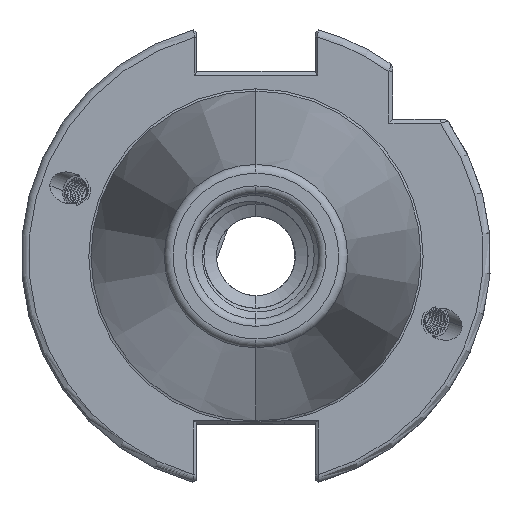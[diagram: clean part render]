
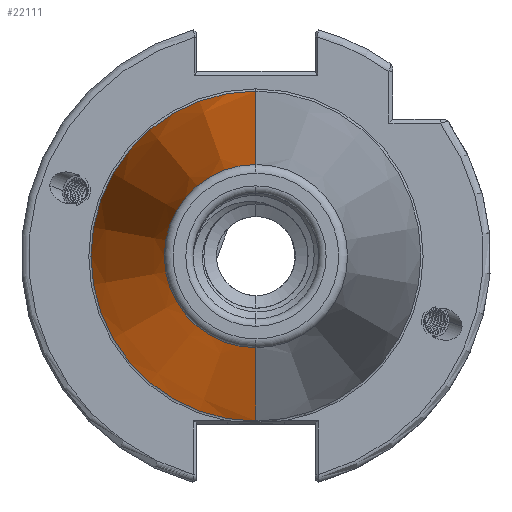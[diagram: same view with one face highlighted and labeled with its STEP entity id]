
A CAD part, left-side view. The second image highlights one B-rep face of the part: STEP entity #22111.
In plain terms, the highlighted conical face has half-angle 8.297 degrees and reference radius 22.692 mm.
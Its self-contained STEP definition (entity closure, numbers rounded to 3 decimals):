
#1383 = DIRECTION ( 'NONE',  ( 0., 0., 1. ) ) ;
#1385 = CARTESIAN_POINT ( 'NONE',  ( -70.573, 0., 0. ) ) ;
#1390 = DIRECTION ( 'NONE',  ( 1., 0., 0. ) ) ;
#1477 = CARTESIAN_POINT ( 'NONE',  ( -2.5, 0., 0. ) ) ;
#1480 = DIRECTION ( 'NONE',  ( 1., 0., 0. ) ) ;
#1482 = DIRECTION ( 'NONE',  ( 0., 0., -1. ) ) ;
#8365 = CARTESIAN_POINT ( 'NONE',  ( -70.573, 0., -12.4 ) ) ;
#13963 = VERTEX_POINT ( 'NONE', #23841 ) ;
#13997 = VERTEX_POINT ( 'NONE', #23068 ) ;
#14015 = VERTEX_POINT ( 'NONE', #23026 ) ;
#19423 = ORIENTED_EDGE ( 'NONE', *, *, #26203, .F. ) ;
#19425 = ORIENTED_EDGE ( 'NONE', *, *, #26323, .T. ) ;
#19720 = ORIENTED_EDGE ( 'NONE', *, *, #26165, .F. ) ;
#19735 = ORIENTED_EDGE ( 'NONE', *, *, #26166, .T. ) ;
#20921 = CARTESIAN_POINT ( 'NONE',  ( 0., 0., 0. ) ) ;
#20932 = DIRECTION ( 'NONE',  ( 1., 0., 0. ) ) ;
#20945 = DIRECTION ( 'NONE',  ( 0., 0., -1. ) ) ;
#21491 = DIRECTION ( 'NONE',  ( 0.99, 0., -0.144 ) ) ;
#21496 = DIRECTION ( 'NONE',  ( 0.99, 0., 0.144 ) ) ;
#21497 = CARTESIAN_POINT ( 'NONE',  ( 0., 0., 22.692 ) ) ;
#21499 = CARTESIAN_POINT ( 'NONE',  ( 0., 0., -22.692 ) ) ;
#21956 = FACE_OUTER_BOUND ( 'NONE', #23155, .T. ) ;
#21998 = CONICAL_SURFACE ( 'NONE', #24547, 22.692, 0.145 ) ;
#22111 = ADVANCED_FACE ( 'NONE', ( #21956 ), #21998, .T. ) ;
#22515 = AXIS2_PLACEMENT_3D ( 'NONE', #1477, #1480, #1482 ) ;
#22543 = AXIS2_PLACEMENT_3D ( 'NONE', #1385, #1390, #1383 ) ;
#23026 = CARTESIAN_POINT ( 'NONE',  ( -2.5, 0., 22.327 ) ) ;
#23068 = CARTESIAN_POINT ( 'NONE',  ( -70.573, 0., 12.4 ) ) ;
#23155 = EDGE_LOOP ( 'NONE', ( #19425, #19735, #19423, #19720 ) ) ;
#23841 = CARTESIAN_POINT ( 'NONE',  ( -2.5, 0., -22.327 ) ) ;
#24547 = AXIS2_PLACEMENT_3D ( 'NONE', #20921, #20932, #20945 ) ;
#26165 = EDGE_CURVE ( 'NONE', #27936, #13963, #28374, .T. ) ;
#26166 = EDGE_CURVE ( 'NONE', #13997, #14015, #28422, .T. ) ;
#26203 = EDGE_CURVE ( 'NONE', #13963, #14015, #28417, .T. ) ;
#26323 = EDGE_CURVE ( 'NONE', #27936, #13997, #28439, .T. ) ;
#27936 = VERTEX_POINT ( 'NONE', #8365 ) ;
#28325 = VECTOR ( 'NONE', #21491, 1000. ) ;
#28374 = LINE ( 'NONE', #21499, #28325 ) ;
#28386 = VECTOR ( 'NONE', #21496, 1000. ) ;
#28417 = CIRCLE ( 'NONE', #22515, 22.327 ) ;
#28422 = LINE ( 'NONE', #21497, #28386 ) ;
#28439 = CIRCLE ( 'NONE', #22543, 12.4 ) ;
